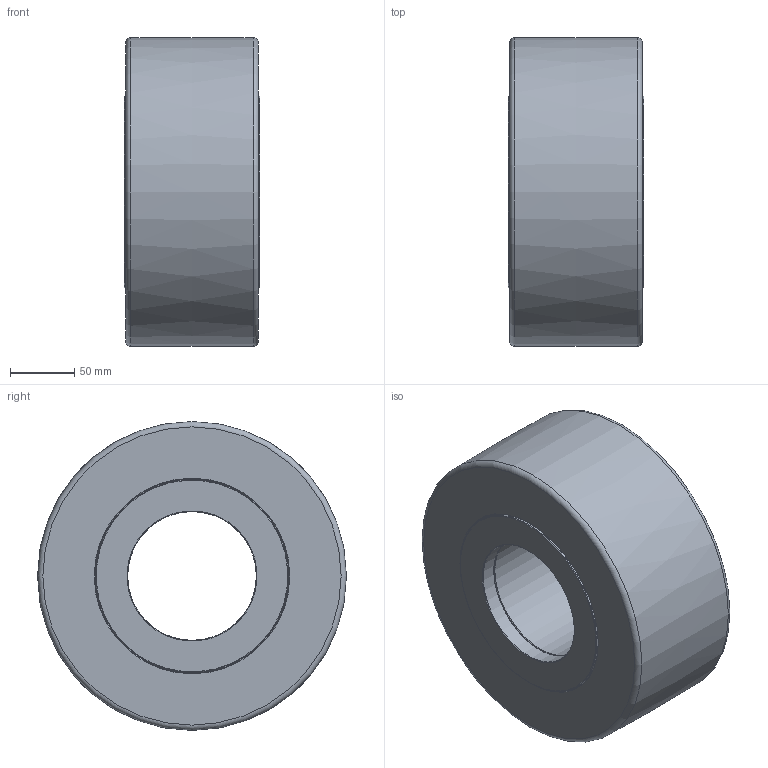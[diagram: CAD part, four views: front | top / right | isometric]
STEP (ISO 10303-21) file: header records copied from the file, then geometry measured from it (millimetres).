
FILE_DESCRIPTION(/* description */ ('-'),/* implementation_level */ '2;1');
FILE_NAME(/* name */ 'SR 100.240.stp',/* time_stamp */ '2022-07-21T16:09:51+02:00',/* author */ ('hipp'),/* organization */ (''),/* preprocessor_version */ 'ST-DEVELOPER v18.1',/* originating_system */ 'Autodesk Inventor 2020',/* authorisation */ '');
FILE_SCHEMA (('AUTOMOTIVE_DESIGN { 1 0 10303 214 3 1 1 }'));
Length unit declared in the file: millimetre
Products named in the file (1): SR 100.240_Kontur
Bounding box: 105 x 240 x 239.99 mm (x, y, z)
Volume: 3613375.4 mm3; surface area: 392854.7 mm2
Topology: 1 solids, 1 shells, 288 faces, 1237 edges, 788 vertices
Faces by surface type: cylinder 95, plane 92, torus 82, cone 18, bspline 1
Full cylindrical faces by diameter (mm): 5 x1, 100 x1, 100.2 x2, 150 x2, 151 x3
Entity records: 14956 total; most frequent: DIRECTION 3028, ORIENTED_EDGE 2698, CARTESIAN_POINT 2520, AXIS2_PLACEMENT_3D 1395, EDGE_CURVE 1349, CIRCLE 1107, VERTEX_POINT 788, EDGE_LOOP 337
